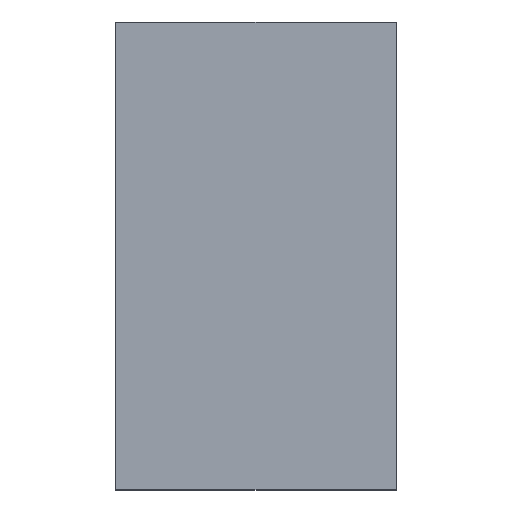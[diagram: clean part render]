
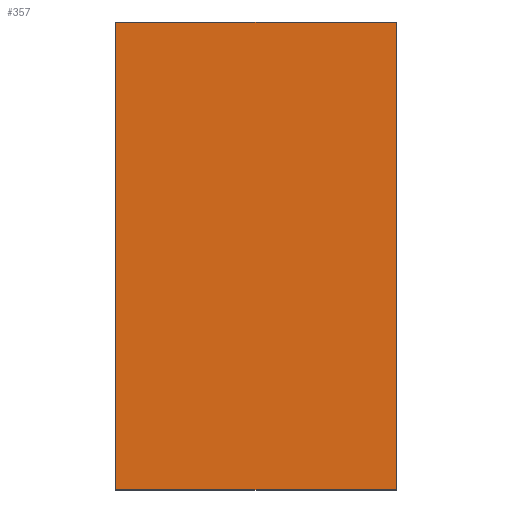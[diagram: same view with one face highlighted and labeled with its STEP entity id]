
A CAD part, top view. The second image highlights one B-rep face of the part: STEP entity #357.
In plain terms, the highlighted planar face has unit normal (0, 0, 1).
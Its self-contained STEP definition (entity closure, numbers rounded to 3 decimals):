
#31=FACE_OUTER_BOUND('',#49,.T.);
#49=EDGE_LOOP('',(#288,#289,#290,#291));
#53=LINE('',#472,#101);
#97=LINE('',#559,#145);
#98=LINE('',#561,#146);
#99=LINE('',#562,#147);
#101=VECTOR('',#385,10.);
#145=VECTOR('',#457,10.);
#146=VECTOR('',#460,10.);
#147=VECTOR('',#461,10.);
#148=VERTEX_POINT('',#468);
#150=VERTEX_POINT('',#471);
#178=VERTEX_POINT('',#555);
#179=VERTEX_POINT('',#557);
#181=EDGE_CURVE('',#148,#150,#53,.T.);
#225=EDGE_CURVE('',#178,#179,#97,.T.);
#226=EDGE_CURVE('',#178,#148,#98,.T.);
#227=EDGE_CURVE('',#150,#179,#99,.T.);
#288=ORIENTED_EDGE('',*,*,#226,.F.);
#289=ORIENTED_EDGE('',*,*,#225,.T.);
#290=ORIENTED_EDGE('',*,*,#227,.F.);
#291=ORIENTED_EDGE('',*,*,#181,.F.);
#339=PLANE('',#377);
#357=ADVANCED_FACE('',(#31),#339,.T.);
#377=AXIS2_PLACEMENT_3D('',#560,#458,#459);
#385=DIRECTION('',(1.,0.,0.));
#457=DIRECTION('',(1.,0.,0.));
#458=DIRECTION('center_axis',(0.,0.,
1.));
#459=DIRECTION('ref_axis',(0.,-1.,0.));
#460=DIRECTION('',(0.,1.,0.));
#461=DIRECTION('',(0.,-1.,0.));
#468=CARTESIAN_POINT('',(0.,5.,4.));
#471=CARTESIAN_POINT('',(6.,5.,4.));
#472=CARTESIAN_POINT('',(0.,5.,4.));
#555=CARTESIAN_POINT('',(0.,-5.,4.));
#557=CARTESIAN_POINT('',(6.,-5.,4.));
#559=CARTESIAN_POINT('',(0.,-5.,4.));
#560=CARTESIAN_POINT('Origin',(0.,5.,4.));
#561=CARTESIAN_POINT('',(0.,-5.,4.));
#562=CARTESIAN_POINT('',(6.,-5.,4.));
